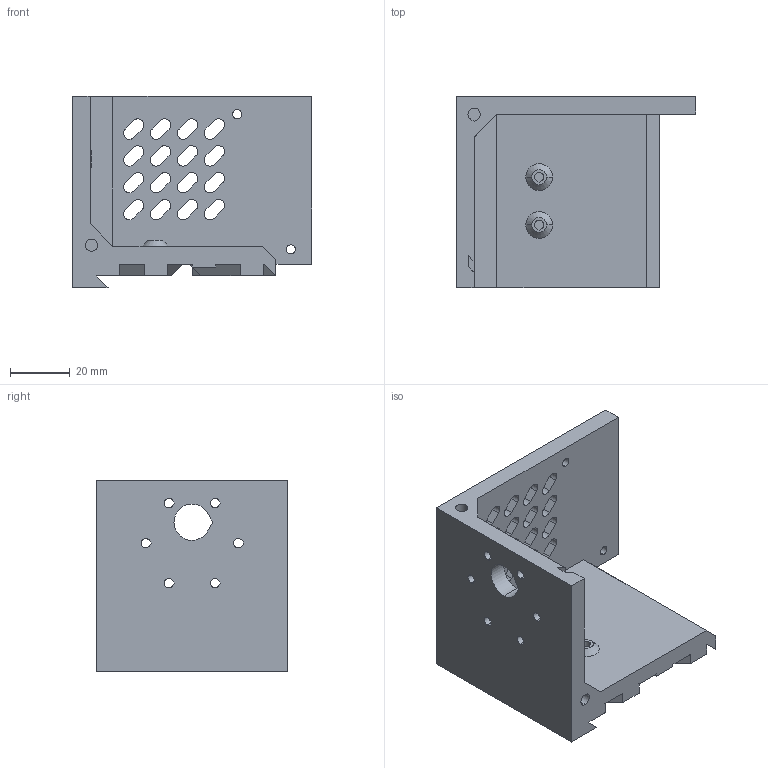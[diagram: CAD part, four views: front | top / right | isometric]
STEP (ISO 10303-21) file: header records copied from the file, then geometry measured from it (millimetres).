
FILE_DESCRIPTION (( 'STEP AP214' ), '1' );
FILE_NAME ('MotorMount_3corner_plus_attach.STEP', '2025-07-26T00:24:59', ( '' ), ( '' ), 'SwSTEP 2.0', 'SolidWorks 2024', '' );
FILE_SCHEMA (( 'AUTOMOTIVE_DESIGN' ));
Length unit declared in the file: millimetre
Products named in the file (1): MotorMount_3corner_plus_attach
Bounding box: 80.2 x 64 x 64 mm (x, y, z)
Volume: 76940.6 mm3; surface area: 30193.7 mm2
Topology: 1 solids, 1 shells, 220 faces, 633 edges, 421 vertices
Faces by surface type: plane 128, cylinder 88, cone 4
Entity records: 7358 total; most frequent: CARTESIAN_POINT 1281, ORIENTED_EDGE 1266, DIRECTION 1255, EDGE_CURVE 633, VECTOR 449, LINE 449, VERTEX_POINT 421, AXIS2_PLACEMENT_3D 403
